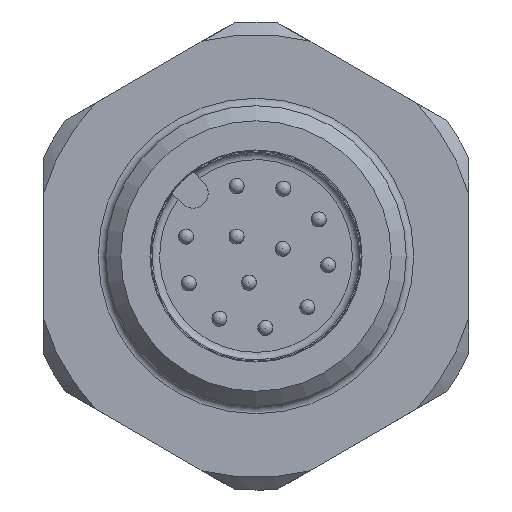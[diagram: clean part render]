
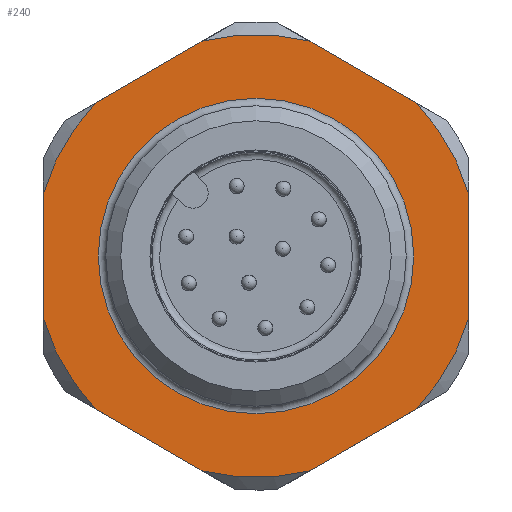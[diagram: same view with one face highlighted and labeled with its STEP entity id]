
A CAD part, front view. The second image highlights one B-rep face of the part: STEP entity #240.
In plain terms, the highlighted planar face has unit normal (0, -1, 0).
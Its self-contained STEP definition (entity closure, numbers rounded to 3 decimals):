
#240=ADVANCED_FACE('',(#535,#536),#396,.T.);
#396=PLANE('',#2155);
#467=LINE('',#3264,#509);
#468=LINE('',#3265,#510);
#469=LINE('',#3266,#511);
#470=LINE('',#3267,#512);
#471=LINE('',#3268,#513);
#472=LINE('',#3269,#514);
#509=VECTOR('',#2528,1.);
#510=VECTOR('',#2529,1.);
#511=VECTOR('',#2530,1.);
#512=VECTOR('',#2531,1.);
#513=VECTOR('',#2532,1.);
#514=VECTOR('',#2533,1.);
#535=FACE_BOUND('',#791,.T.);
#536=FACE_BOUND('',#792,.T.);
#791=EDGE_LOOP('',(#1139));
#792=EDGE_LOOP('',(#1140,#1141,#1142,#1143,#1144,#1145,#1146,#1147,#1148,
#1149,#1150,#1151));
#1139=ORIENTED_EDGE('',*,*,#1778,.T.);
#1140=ORIENTED_EDGE('',*,*,#1761,.F.);
#1141=ORIENTED_EDGE('',*,*,#1779,.T.);
#1142=ORIENTED_EDGE('',*,*,#1763,.F.);
#1143=ORIENTED_EDGE('',*,*,#1780,.T.);
#1144=ORIENTED_EDGE('',*,*,#1776,.F.);
#1145=ORIENTED_EDGE('',*,*,#1781,.T.);
#1146=ORIENTED_EDGE('',*,*,#1773,.F.);
#1147=ORIENTED_EDGE('',*,*,#1782,.T.);
#1148=ORIENTED_EDGE('',*,*,#1770,.F.);
#1149=ORIENTED_EDGE('',*,*,#1783,.T.);
#1150=ORIENTED_EDGE('',*,*,#1767,.F.);
#1151=ORIENTED_EDGE('',*,*,#1784,.T.);
#1559=VERTEX_POINT('',#3194);
#1560=VERTEX_POINT('',#3196);
#1561=VERTEX_POINT('',#3203);
#1562=VERTEX_POINT('',#3204);
#1563=VERTEX_POINT('',#3218);
#1564=VERTEX_POINT('',#3220);
#1565=VERTEX_POINT('',#3230);
#1566=VERTEX_POINT('',#3232);
#1567=VERTEX_POINT('',#3242);
#1568=VERTEX_POINT('',#3244);
#1569=VERTEX_POINT('',#3254);
#1570=VERTEX_POINT('',#3256);
#1571=VERTEX_POINT('',#3263);
#1761=EDGE_CURVE('',#1559,#1560,#1970,.T.);
#1763=EDGE_CURVE('',#1561,#1562,#1971,.T.);
#1767=EDGE_CURVE('',#1563,#1564,#1972,.T.);
#1770=EDGE_CURVE('',#1565,#1566,#1973,.T.);
#1773=EDGE_CURVE('',#1567,#1568,#1974,.T.);
#1776=EDGE_CURVE('',#1569,#1570,#1975,.T.);
#1778=EDGE_CURVE('',#1571,#1571,#1976,.T.);
#1779=EDGE_CURVE('',#1559,#1562,#467,.T.);
#1780=EDGE_CURVE('',#1561,#1570,#468,.T.);
#1781=EDGE_CURVE('',#1569,#1568,#469,.T.);
#1782=EDGE_CURVE('',#1567,#1566,#470,.T.);
#1783=EDGE_CURVE('',#1565,#1564,#471,.T.);
#1784=EDGE_CURVE('',#1563,#1560,#472,.T.);
#1970=CIRCLE('',#2142,8.85);
#1971=CIRCLE('',#2144,8.85);
#1972=CIRCLE('',#2146,8.85);
#1973=CIRCLE('',#2148,8.85);
#1974=CIRCLE('',#2150,8.85);
#1975=CIRCLE('',#2152,8.85);
#1976=CIRCLE('',#2154,6.3);
#2142=AXIS2_PLACEMENT_3D('',#3195,#2502,#2503);
#2144=AXIS2_PLACEMENT_3D('',#3202,#2506,#2507);
#2146=AXIS2_PLACEMENT_3D('',#3219,#2510,#2511);
#2148=AXIS2_PLACEMENT_3D('',#3231,#2514,#2515);
#2150=AXIS2_PLACEMENT_3D('',#3243,#2518,#2519);
#2152=AXIS2_PLACEMENT_3D('',#3255,#2522,#2523);
#2154=AXIS2_PLACEMENT_3D('',#3262,#2526,#2527);
#2155=AXIS2_PLACEMENT_3D('',#3270,#2534,#2535);
#2502=DIRECTION('',(0.,1.,0.));
#2503=DIRECTION('',(1.,0.,0.));
#2506=DIRECTION('',(0.,1.,0.));
#2507=DIRECTION('',(1.,0.,0.));
#2510=DIRECTION('',(0.,1.,0.));
#2511=DIRECTION('',(1.,0.,0.));
#2514=DIRECTION('',(0.,1.,0.));
#2515=DIRECTION('',(1.,0.,0.));
#2518=DIRECTION('',(0.,1.,0.));
#2519=DIRECTION('',(1.,0.,0.));
#2522=DIRECTION('',(0.,1.,0.));
#2523=DIRECTION('',(1.,0.,0.));
#2526=DIRECTION('',(0.,1.,0.));
#2527=DIRECTION('',(-1.,0.,0.));
#2528=DIRECTION('',(-0.866,0.,-0.5));
#2529=DIRECTION('',(0.,0.,-1.));
#2530=DIRECTION('',(0.866,0.,-0.5));
#2531=DIRECTION('',(0.866,0.,0.5));
#2532=DIRECTION('',(0.,0.,1.));
#2533=DIRECTION('',(-0.866,0.,0.5));
#2534=DIRECTION('',(0.,-1.,0.));
#2535=DIRECTION('',(1.,0.,0.));
#3194=CARTESIAN_POINT('',(16.784,-8.9,8.593));
#3195=CARTESIAN_POINT('',(18.9,-8.9,0.));
#3196=CARTESIAN_POINT('',(21.016,-8.9,8.593));
#3202=CARTESIAN_POINT('',(18.9,-8.9,0.));
#3203=CARTESIAN_POINT('',(10.4,-8.9,2.464));
#3204=CARTESIAN_POINT('',(12.516,-8.9,6.129));
#3218=CARTESIAN_POINT('',(25.284,-8.9,6.129));
#3219=CARTESIAN_POINT('',(18.9,-8.9,0.));
#3220=CARTESIAN_POINT('',(27.4,-8.9,2.464));
#3230=CARTESIAN_POINT('',(27.4,-8.9,-2.464));
#3231=CARTESIAN_POINT('',(18.9,-8.9,0.));
#3232=CARTESIAN_POINT('',(25.284,-8.9,-6.129));
#3242=CARTESIAN_POINT('',(21.016,-8.9,-8.593));
#3243=CARTESIAN_POINT('',(18.9,-8.9,0.));
#3244=CARTESIAN_POINT('',(16.784,-8.9,-8.593));
#3254=CARTESIAN_POINT('',(12.516,-8.9,-6.129));
#3255=CARTESIAN_POINT('',(18.9,-8.9,0.));
#3256=CARTESIAN_POINT('',(10.4,-8.9,-2.464));
#3262=CARTESIAN_POINT('',(18.9,-8.9,0.));
#3263=CARTESIAN_POINT('',(12.6,-8.9,0.));
#3264=CARTESIAN_POINT('',(10.818,-8.9,5.149));
#3265=CARTESIAN_POINT('',(10.4,-8.9,-8.85));
#3266=CARTESIAN_POINT('',(18.482,-8.9,-9.574));
#3267=CARTESIAN_POINT('',(19.318,-8.9,-9.574));
#3268=CARTESIAN_POINT('',(27.4,-8.9,-8.85));
#3269=CARTESIAN_POINT('',(26.982,-8.9,5.149));
#3270=CARTESIAN_POINT('',(18.9,-8.9,-8.85));
